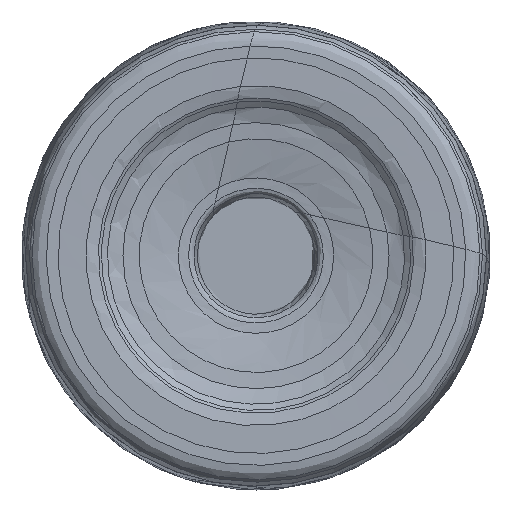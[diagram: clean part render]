
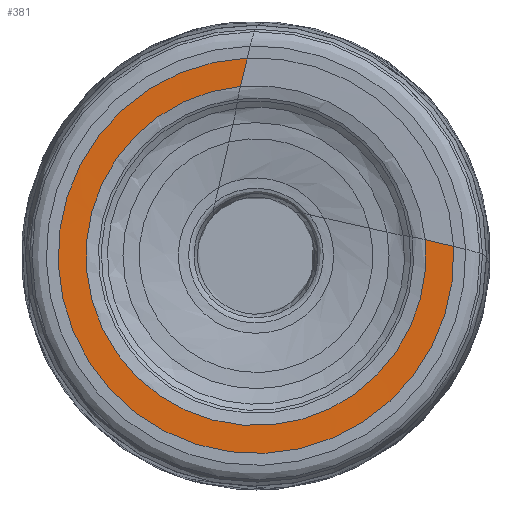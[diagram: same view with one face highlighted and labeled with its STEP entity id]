
A CAD part, left-side view. The second image highlights one B-rep face of the part: STEP entity #381.
In plain terms, the highlighted free-form (B-spline) face has degree [3, 3] with [6, 7] control points.
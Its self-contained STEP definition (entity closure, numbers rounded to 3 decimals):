
#84=(
BOUNDED_SURFACE()
B_SPLINE_SURFACE(3,3,((#4077,#4078,#4079,#4080,#4081,#4082,#4083),(#4084,
#4085,#4086,#4087,#4088,#4089,#4090),(#4091,#4092,#4093,#4094,#4095,#4096,
#4097),(#4098,#4099,#4100,#4101,#4102,#4103,#4104),(#4105,#4106,#4107,#4108,
#4109,#4110,#4111),(#4112,#4113,#4114,#4115,#4116,#4117,#4118)),
 .UNSPECIFIED.,.F.,.F.,.F.)
B_SPLINE_SURFACE_WITH_KNOTS((4,2,4),(4,3,4),(0.,0.5,1.),(0.,0.5,1.),
 .UNSPECIFIED.)
GEOMETRIC_REPRESENTATION_ITEM()
RATIONAL_B_SPLINE_SURFACE(((1.,0.588,0.588,1.,0.588,
0.588,1.),(1.,0.588,0.588,1.,0.588,
0.588,1.),(1.,0.588,0.588,1.,0.588,
0.588,1.),(1.,0.588,0.588,1.,0.588,
0.588,1.),(1.,0.588,0.588,1.,0.588,
0.588,1.),(1.,0.588,0.588,1.,0.588,
0.588,1.)))
REPRESENTATION_ITEM('')
SURFACE()
);
#130=B_SPLINE_CURVE_WITH_KNOTS('',3,(#2196,#2197,#2198,#2199,#2200,#2201),
 .UNSPECIFIED.,.F.,.F.,(4,2,4),(0.,0.5,1.),.UNSPECIFIED.);
#131=B_SPLINE_CURVE_WITH_KNOTS('',3,(#2202,#2203,#2204,#2205,#2206,#2207),
 .UNSPECIFIED.,.F.,.F.,(4,2,4),(0.,0.5,1.),.UNSPECIFIED.);
#263=FACE_OUTER_BOUND('',#576,.T.);
#381=ADVANCED_FACE('',(#263),#84,.T.);
#576=EDGE_LOOP('',(#846,#847,#848,#849));
#846=ORIENTED_EDGE('',*,*,#1229,.T.);
#847=ORIENTED_EDGE('',*,*,#1132,.F.);
#848=ORIENTED_EDGE('',*,*,#1230,.F.);
#849=ORIENTED_EDGE('',*,*,#1133,.F.);
#1017=VERTEX_POINT('',#2167);
#1018=VERTEX_POINT('',#2168);
#1019=VERTEX_POINT('',#2194);
#1020=VERTEX_POINT('',#2195);
#1132=EDGE_CURVE('',#1019,#1017,#130,.T.);
#1133=EDGE_CURVE('',#1018,#1020,#131,.T.);
#1229=EDGE_CURVE('',#1018,#1017,#1336,.T.);
#1230=EDGE_CURVE('',#1020,#1019,#1337,.T.);
#1336=CIRCLE('',#1470,5.897);
#1337=CIRCLE('',#1471,6.865);
#1470=AXIS2_PLACEMENT_3D('',#4047,#1709,#1710);
#1471=AXIS2_PLACEMENT_3D('',#4076,#1711,#1712);
#1709=DIRECTION('',(1.,0.,0.));
#1710=DIRECTION('',(0.,-0.996,0.094));
#1711=DIRECTION('',(1.,0.,0.));
#1712=DIRECTION('',(0.,-0.999,0.046));
#2167=CARTESIAN_POINT('',(0.026,0.539,5.873));
#2168=CARTESIAN_POINT('',(0.026,-5.871,0.555));
#2194=CARTESIAN_POINT('',(0.016,0.301,6.859));
#2195=CARTESIAN_POINT('',(0.016,-6.858,0.319));
#2196=CARTESIAN_POINT('',(0.016,0.301,6.859));
#2197=CARTESIAN_POINT('',(0.017,0.34,6.694));
#2198=CARTESIAN_POINT('',(0.018,0.38,6.53));
#2199=CARTESIAN_POINT('',(0.022,0.46,6.201));
#2200=CARTESIAN_POINT('',(0.025,0.499,6.037));
#2201=CARTESIAN_POINT('',(0.026,0.539,5.873));
#2202=CARTESIAN_POINT('',(0.026,-5.871,0.555));
#2203=CARTESIAN_POINT('',(0.025,-6.036,0.515));
#2204=CARTESIAN_POINT('',(0.022,-6.2,0.476));
#2205=CARTESIAN_POINT('',(0.018,-6.529,0.398));
#2206=CARTESIAN_POINT('',(0.017,-6.693,0.358));
#2207=CARTESIAN_POINT('',(0.016,-6.858,0.319));
#4047=CARTESIAN_POINT('',(0.026,0.,0.));
#4076=CARTESIAN_POINT('',(0.016,0.,0.));
#4077=CARTESIAN_POINT('',(0.016,-6.858,0.319));
#4078=CARTESIAN_POINT('',(0.016,-7.192,-6.866));
#4079=CARTESIAN_POINT('',(0.016,-0.68,-9.92));
#4080=CARTESIAN_POINT('',(0.016,4.631,-5.069));
#4081=CARTESIAN_POINT('',(0.016,9.941,-0.217));
#4082=CARTESIAN_POINT('',(0.016,7.487,6.544));
#4083=CARTESIAN_POINT('',(0.016,0.301,6.859));
#4084=CARTESIAN_POINT('',(0.017,-6.693,0.358));
#4085=CARTESIAN_POINT('',(0.017,-7.069,-6.654));
#4086=CARTESIAN_POINT('',(0.017,-0.732,-9.681));
#4087=CARTESIAN_POINT('',(0.017,4.486,-4.98));
#4088=CARTESIAN_POINT('',(0.017,9.704,-0.28));
#4089=CARTESIAN_POINT('',(0.017,7.354,6.338));
#4090=CARTESIAN_POINT('',(0.017,0.34,6.694));
#4091=CARTESIAN_POINT('',(0.018,-6.529,0.398));
#4092=CARTESIAN_POINT('',(0.018,-6.946,-6.443));
#4093=CARTESIAN_POINT('',(0.018,-0.783,-9.441));
#4094=CARTESIAN_POINT('',(0.018,4.342,-4.892));
#4095=CARTESIAN_POINT('',(0.018,9.467,-0.343));
#4096=CARTESIAN_POINT('',(0.018,7.222,6.132));
#4097=CARTESIAN_POINT('',(0.018,0.38,6.53));
#4098=CARTESIAN_POINT('',(0.022,-6.2,0.476));
#4099=CARTESIAN_POINT('',(0.022,-6.699,-6.02));
#4100=CARTESIAN_POINT('',(0.022,-0.887,-8.962));
#4101=CARTESIAN_POINT('',(0.022,4.054,-4.715));
#4102=CARTESIAN_POINT('',(0.022,8.994,-0.468));
#4103=CARTESIAN_POINT('',(0.022,6.957,5.72));
#4104=CARTESIAN_POINT('',(0.022,0.46,6.201));
#4105=CARTESIAN_POINT('',(0.025,-6.036,0.515));
#4106=CARTESIAN_POINT('',(0.025,-6.575,-5.808));
#4107=CARTESIAN_POINT('',(0.025,-0.938,-8.723));
#4108=CARTESIAN_POINT('',(0.025,3.91,-4.627));
#4109=CARTESIAN_POINT('',(0.025,8.757,-0.531));
#4110=CARTESIAN_POINT('',(0.025,6.824,5.514));
#4111=CARTESIAN_POINT('',(0.025,0.499,6.037));
#4112=CARTESIAN_POINT('',(0.026,-5.871,0.555));
#4113=CARTESIAN_POINT('',(0.026,-6.452,-5.596));
#4114=CARTESIAN_POINT('',(0.026,-0.99,-8.484));
#4115=CARTESIAN_POINT('',(0.026,3.765,-4.539));
#4116=CARTESIAN_POINT('',(0.026,8.52,-0.594));
#4117=CARTESIAN_POINT('',(0.026,6.692,5.308));
#4118=CARTESIAN_POINT('',(0.026,0.539,5.873));
